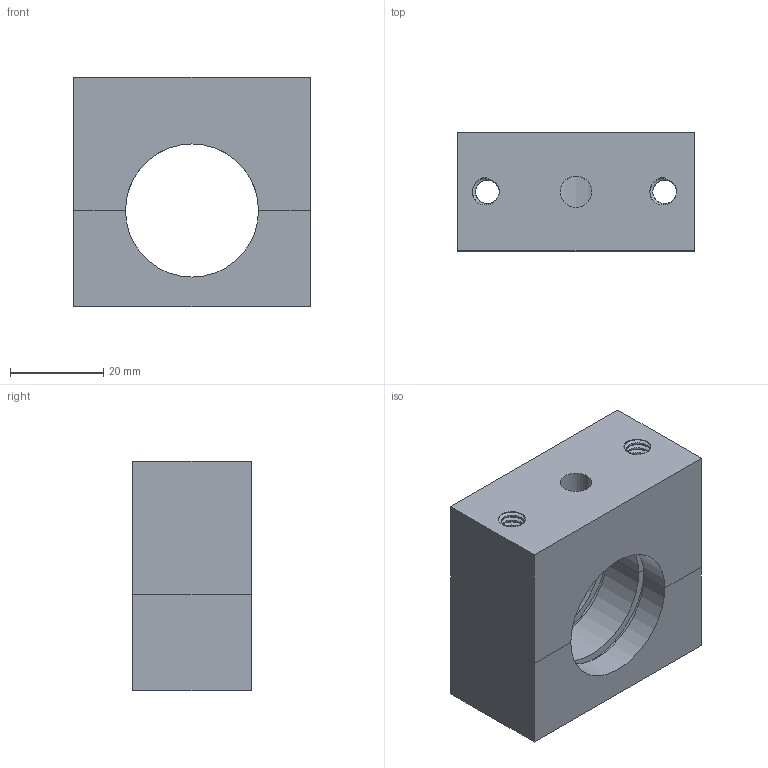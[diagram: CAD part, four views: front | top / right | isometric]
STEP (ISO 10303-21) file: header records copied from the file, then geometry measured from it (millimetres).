
FILE_DESCRIPTION(/* description */ (''),/* implementation_level */ '2;1');
FILE_NAME(/* name */ '2-Part Thunderhex Bearing Mount.step',/* time_stamp */ '2023-09-22T06:21:33-04:00',/* author */ (''),/* organization */ (''),/* preprocessor_version */ 'ST-DEVELOPER v20',/* originating_system */ 'Autodesk Translation Framework v12.9.0.99',/* authorisation */ '');
FILE_SCHEMA (('AUTOMOTIVE_DESIGN { 1 0 10303 214 3 1 1 }'));
Length unit declared in the file: inch
Products named in the file (1): 2-Part Thunderhex Bearing Mount
Bounding box: 50.8 x 25.4 x 49.21 mm (x, y, z)
Volume: 42613.3 mm3; surface area: 15397.2 mm2
Topology: 2 solids, 2 shells, 140 faces, 408 edges, 272 vertices
Faces by surface type: cylinder 111, plane 25, bspline 4
Full cylindrical faces by diameter (mm): 5.118 x16, 6.35 x24, 6.756 x1, 7.137 x2, 11.125 x1
Entity records: 9757 total; most frequent: CARTESIAN_POINT 6363, ORIENTED_EDGE 816, DIRECTION 524, EDGE_CURVE 408, VERTEX_POINT 272, B_SPLINE_CURVE_WITH_KNOTS 201, AXIS2_PLACEMENT_3D 180, LINE 164
